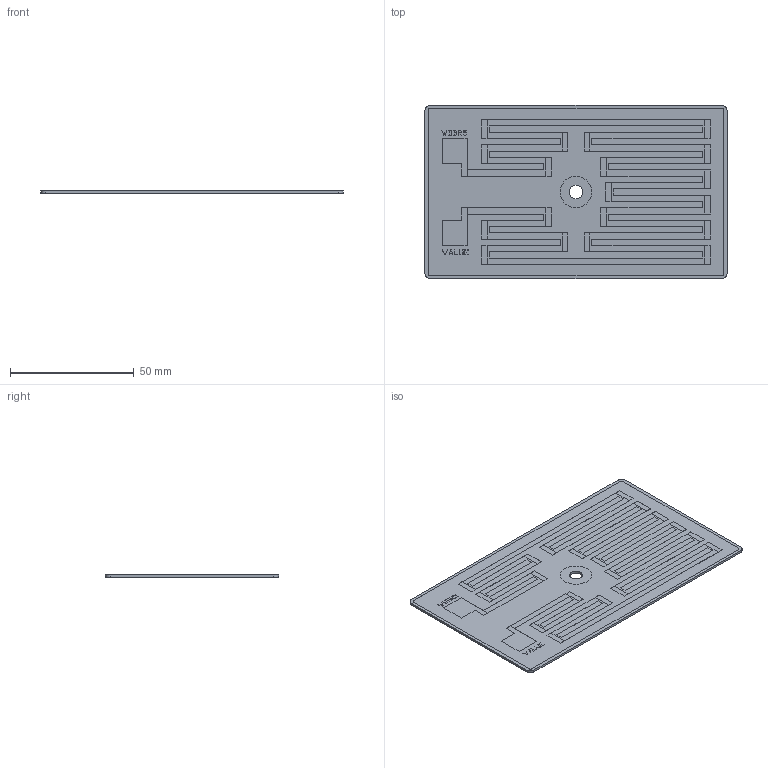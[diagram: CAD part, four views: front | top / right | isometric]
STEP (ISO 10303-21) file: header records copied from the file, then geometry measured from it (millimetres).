
FILE_DESCRIPTION (( 'STEP AP214' ), '1' );
FILE_NAME ('WDBR5-XXXRKIW.STEP', '2019-10-03T08:17:06', ( '' ), ( '' ), 'SwSTEP 2.0', 'SolidWorks 2015', '' );
FILE_SCHEMA (( 'AUTOMOTIVE_DESIGN' ));
Length unit declared in the file: millimetre
Products named in the file (1): WDBR5-XXXRKIW
Bounding box: 122 x 70 x 0.9 mm (x, y, z)
Volume: 7676.9 mm3; surface area: 17391.7 mm2
Topology: 1 solids, 1 shells, 342 faces, 966 edges, 644 vertices
Faces by surface type: plane 330, cylinder 12
Entity records: 14511 total; most frequent: CARTESIAN_POINT 1953, ORIENTED_EDGE 1932, DIRECTION 1676, EDGE_CURVE 966, LINE 942, VECTOR 942, VERTEX_POINT 644, AXIS2_PLACEMENT_3D 367
